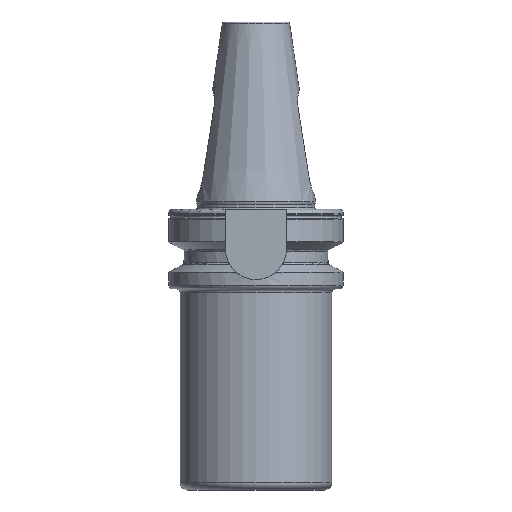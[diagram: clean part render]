
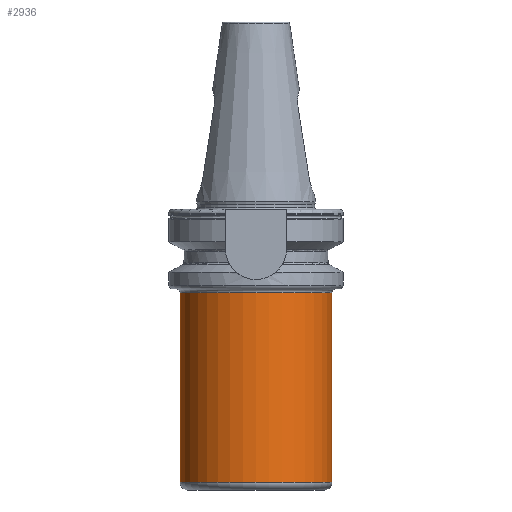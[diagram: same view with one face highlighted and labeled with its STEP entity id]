
A CAD part, left-side view. The second image highlights one B-rep face of the part: STEP entity #2936.
In plain terms, the highlighted cylindrical face has radius 20 mm (diameter 40 mm), a partial arc.
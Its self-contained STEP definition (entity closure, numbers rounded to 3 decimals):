
#744=CARTESIAN_POINT('',(0,0.,-1));
#745=DIRECTION('',(0,0,-1));
#746=DIRECTION('',(0,-1,0));
#747=AXIS2_PLACEMENT_3D('',#744,#745,#746);
#749=CARTESIAN_POINT('',(0,0,-51));
#750=DIRECTION('',(0,0,1));
#751=DIRECTION('',(0,1,0));
#752=AXIS2_PLACEMENT_3D('',#749,#750,#751);
#1619=DIRECTION('',(0.,0,1));
#1620=VECTOR('',#1619,50);
#1621=CARTESIAN_POINT('',(0,20,-51));
#1622=LINE('',#1621,#1620);
#1628=DIRECTION('',(0.,0,1));
#1629=VECTOR('',#1628,50);
#1630=CARTESIAN_POINT('',(0,-20,-51));
#1631=LINE('',#1630,#1629);
#2012=CARTESIAN_POINT('',(0,20,-51));
#2014=VERTEX_POINT('',#2012);
#2016=CARTESIAN_POINT('',(0,-20,-51));
#2018=VERTEX_POINT('',#2016);
#2023=CARTESIAN_POINT('',(0,-20,-1));
#2024=CARTESIAN_POINT('',(0,20,-1));
#2025=VERTEX_POINT('',#2023);
#2026=VERTEX_POINT('',#2024);
#2922=CARTESIAN_POINT('',(0,0,-55.65));
#2923=DIRECTION('',(0,0,1));
#2924=DIRECTION('',(0,1,0));
#2925=AXIS2_PLACEMENT_3D('',#2922,#2923,#2924);
#2926=CYLINDRICAL_SURFACE('',#2925,20);
#2928=ORIENTED_EDGE('',*,*,#2927,.F.);
#2930=ORIENTED_EDGE('',*,*,#2929,.F.);
#2931=ORIENTED_EDGE('',*,*,#2915,.F.);
#2933=ORIENTED_EDGE('',*,*,#2932,.T.);
#2934=EDGE_LOOP('',(#2928,#2930,#2931,#2933));
#2935=FACE_OUTER_BOUND('',#2934,.F.);
#2936=ADVANCED_FACE('',(#2935),#2926,.T.);
#748=CIRCLE('',#747,20);
#753=CIRCLE('',#752,20);
#2915=EDGE_CURVE('',#2014,#2018,#753,.T.);
#2927=EDGE_CURVE('',#2025,#2026,#748,.T.);
#2929=EDGE_CURVE('',#2018,#2025,#1631,.T.);
#2932=EDGE_CURVE('',#2014,#2026,#1622,.T.);
